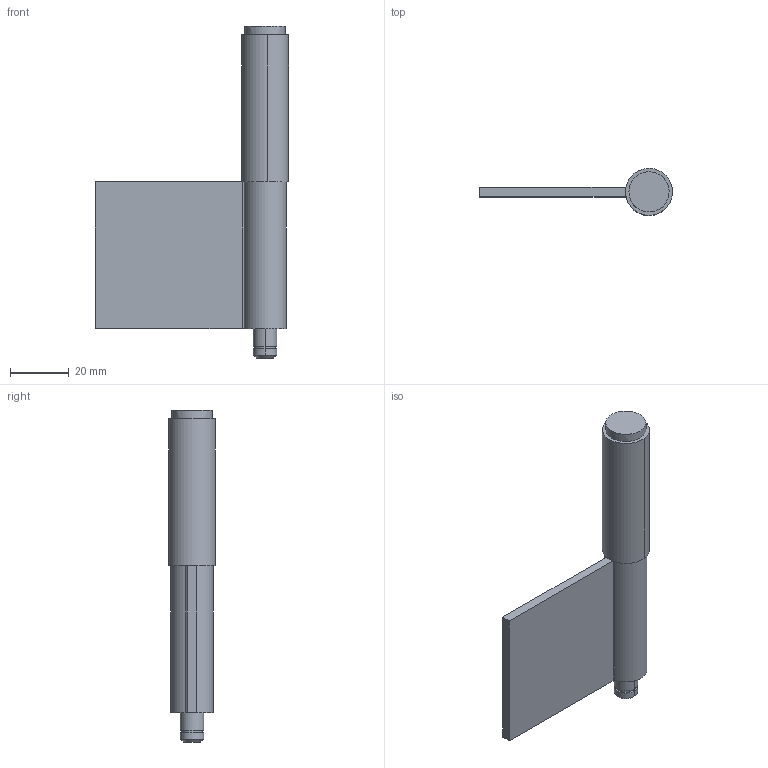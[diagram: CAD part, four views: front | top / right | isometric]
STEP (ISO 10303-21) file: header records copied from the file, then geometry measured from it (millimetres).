
FILE_DESCRIPTION((''),'2;1');
FILE_NAME('','2005-04-20T10:02:58',(''),(''),'','CADfix','');
FILE_SCHEMA(('AUTOMOTIVE_DESIGN'));
Length unit declared in the file: millimetre
Products named in the file (4): hinge piece_B; shaft; hinge piece_A; TH_74_14548_36
Assembly tree (3 placements, depth 2):
  TH_74_14548_36
    hinge piece_B
    shaft
    hinge piece_A
Bounding box: 65.7 x 15.97 x 113 mm (x, y, z)
Volume: 27173.3 mm3; surface area: 16668.9 mm2
Topology: 3 solids, 3 shells, 30 faces, 86 edges, 66 vertices
Faces by surface type: bspline 30
Entity records: 1236 total; most frequent: CARTESIAN_POINT 662, ORIENTED_EDGE 172, EDGE_CURVE 86, VERTEX_POINT 66, EDGE_LOOP 36, FACE_OUTER_BOUND 30, ADVANCED_FACE 30, QUASI_UNIFORM_CURVE 28
